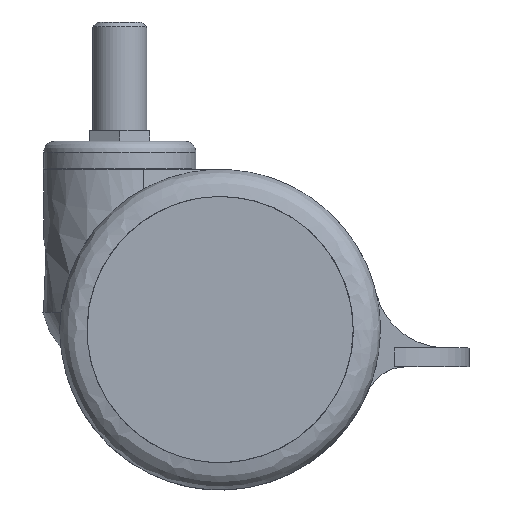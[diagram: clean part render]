
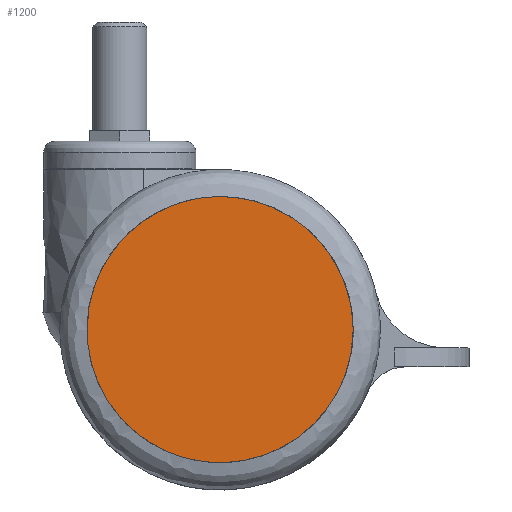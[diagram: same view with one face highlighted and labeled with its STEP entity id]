
A CAD part, top view. The second image highlights one B-rep face of the part: STEP entity #1200.
In plain terms, the highlighted free-form (B-spline) face has degree [1, 1] with [2, 2] control points.
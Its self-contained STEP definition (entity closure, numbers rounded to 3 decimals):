
#1169 = VERTEX_POINT('',#1170);
#1170 = CARTESIAN_POINT('',(56.467,-48.19,
    28.933));
#1175 = EDGE_CURVE('',#1169,#1169,#1176,.T.);
#1176 = ( BOUNDED_CURVE() B_SPLINE_CURVE(2,(#1177,#1178,#1179,#1180,
#1181,#1182,#1183),.UNSPECIFIED.,.T.,.F.) B_SPLINE_CURVE_WITH_KNOTS((1,2
    ,2,2,2,1),(-2.094,0.,2.094,4.189,
6.283,8.378),.UNSPECIFIED.) CURVE() 
GEOMETRIC_REPRESENTATION_ITEM() RATIONAL_B_SPLINE_CURVE((1.,0.5,1.,0.5,
1.,0.5,1.)) REPRESENTATION_ITEM('') );
#1177 = CARTESIAN_POINT('',(56.467,-48.19,
    28.933));
#1178 = CARTESIAN_POINT('',(56.467,7.565,
    28.933));
#1179 = CARTESIAN_POINT('',(8.182,-20.312,
    28.933));
#1180 = CARTESIAN_POINT('',(-40.103,-48.19,
    28.933));
#1181 = CARTESIAN_POINT('',(8.182,-76.067,
    28.933));
#1182 = CARTESIAN_POINT('',(56.467,-103.944,
    28.933));
#1183 = CARTESIAN_POINT('',(56.467,-48.19,
    28.933));
#1200 = ADVANCED_FACE('',(#1201),#1204,.F.);
#1201 = FACE_BOUND('',#1202,.T.);
#1202 = EDGE_LOOP('',(#1203));
#1203 = ORIENTED_EDGE('',*,*,#1175,.T.);
#1204 = B_SPLINE_SURFACE_WITH_KNOTS('',1,1,(
    (#1205,#1206)
    ,(#1207,#1208
    )),.UNSPECIFIED.,.F.,.F.,.F.,(2,2),(2,2),(-31.153,31.153),(
    -62.306,0.),.PIECEWISE_BEZIER_KNOTS.);
#1205 = CARTESIAN_POINT('',(56.467,-80.379,
    28.933));
#1206 = CARTESIAN_POINT('',(56.467,-16.,
    28.933));
#1207 = CARTESIAN_POINT('',(-7.913,-80.379,
    28.933));
#1208 = CARTESIAN_POINT('',(-7.913,-16.,
    28.933));
